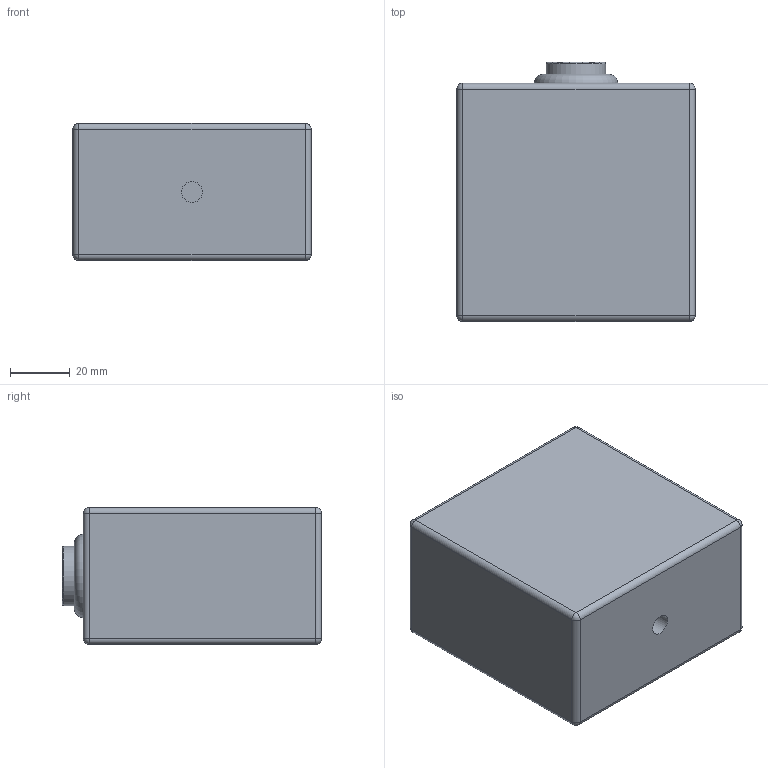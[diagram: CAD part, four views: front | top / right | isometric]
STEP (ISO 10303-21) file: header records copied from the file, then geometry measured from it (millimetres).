
FILE_DESCRIPTION(/* description */ (''),/* implementation_level */ '2;1');
FILE_NAME(/* name */ 'SR319-AIY.stp',/* time_stamp */ '2018-09-05T22:23:07-07:00',/* author */ (''),/* organization */ (''),/* preprocessor_version */ 'ST-DEVELOPER v14.6',/* originating_system */ '',/* authorisation */ '');
FILE_SCHEMA (('AUTOMOTIVE_DESIGN { 1 2 10303 214 1 1 1 1 }'));
Length unit declared in the file: centimetre
Products named in the file (1): 1234-K789
Bounding box: 80 x 87 x 46 mm (x, y, z)
Volume: 296340.9 mm3; surface area: 28643 mm2
Topology: 3 solids, 3 shells, 41 faces, 68 edges, 37 vertices
Faces by surface type: cylinder 17, plane 14, sphere 8, torus 2
Full cylindrical faces by diameter (mm): 3.606 x1, 6 x1, 6.6 x1, 7 x1, 20 x1
Entity records: 911 total; most frequent: DIRECTION 182, CARTESIAN_POINT 140, ORIENTED_EDGE 122, AXIS2_PLACEMENT_3D 79, EDGE_CURVE 61, EDGE_LOOP 52, ADVANCED_FACE 41, FACE_OUTER_BOUND 38
